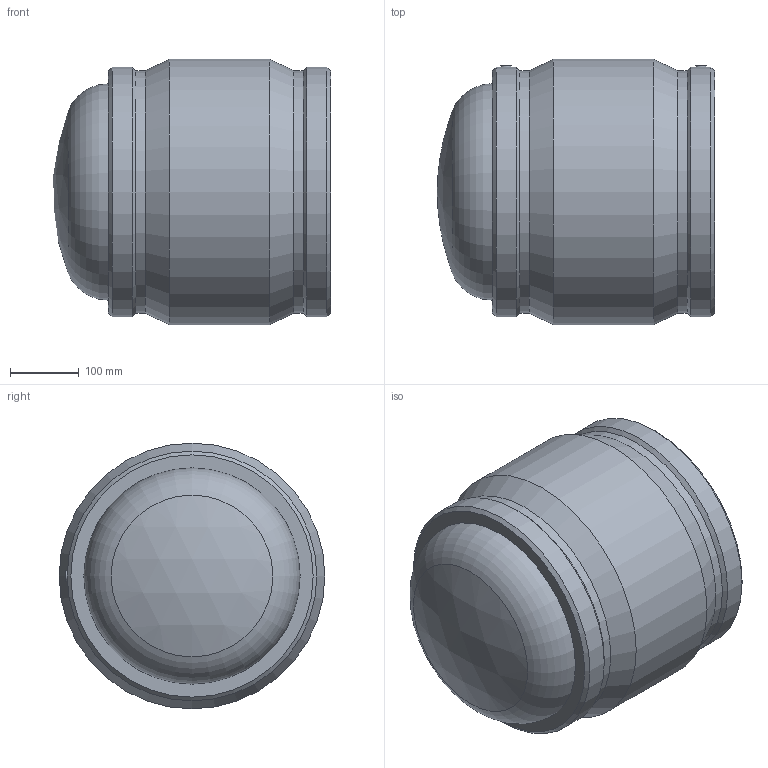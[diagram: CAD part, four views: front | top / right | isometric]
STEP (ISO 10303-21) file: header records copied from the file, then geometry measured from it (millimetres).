
FILE_DESCRIPTION(/* description */ ('PLASSON END CAP 315'),/* implementation_level */ '2;1');
FILE_NAME(/* name */ '491204315.ipt.stp',/* time_stamp */ '2017-11-06T09:13:15+02:00',/* author */ ('KIM'),/* organization */ (''),/* preprocessor_version */ 'ST-DEVELOPER v15.6',/* originating_system */ 'Autodesk Inventor 2015',/* authorisation */ '');
FILE_SCHEMA (('AUTOMOTIVE_DESIGN { 1 0 10303 214 3 1 1 }'));
Length unit declared in the file: millimetre
Products named in the file (1): 491204315
Bounding box: 404.09 x 387 x 387 mm (x, y, z)
Volume: 17457321.5 mm3; surface area: 946563.3 mm2
Topology: 1 solids, 2 shells, 40 faces, 73 edges, 45 vertices
Faces by surface type: cylinder 14, plane 12, cone 10, torus 2, sphere 2
Full cylindrical faces by diameter (mm): 4 x2, 10 x2, 252 x1, 299.25 x1, 315 x3, 352.867 x2, 363.78 x2, 387 x1
Entity records: 880 total; most frequent: CARTESIAN_POINT 185, DIRECTION 156, EDGE_LOOP 78, ORIENTED_EDGE 78, AXIS2_PLACEMENT_3D 78, FACE_OUTER_BOUND 40, ADVANCED_FACE 40, VERTEX_POINT 39
